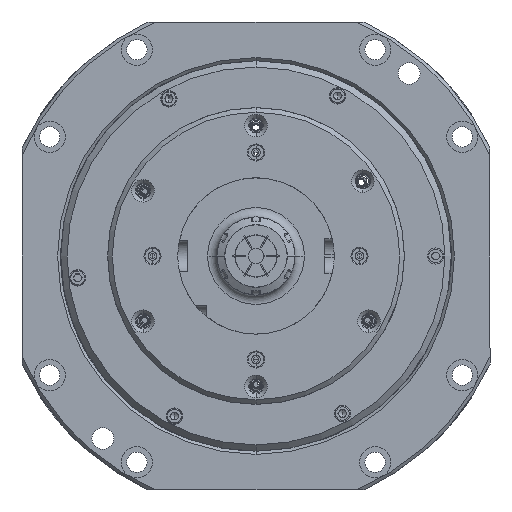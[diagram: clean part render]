
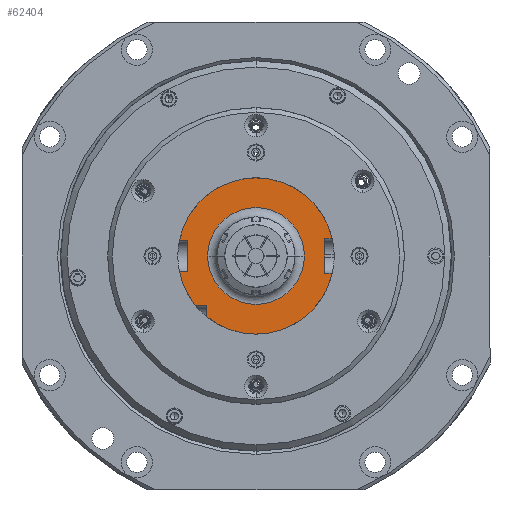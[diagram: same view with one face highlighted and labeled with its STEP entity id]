
A CAD part, left-side view. The second image highlights one B-rep face of the part: STEP entity #62404.
In plain terms, the highlighted planar face has unit normal (-1, 0, 0).
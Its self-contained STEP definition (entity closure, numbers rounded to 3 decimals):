
#17595 = DIRECTION ( 'NONE',  ( 0., -1., 0. ) ) ;
#17596 = VECTOR ( 'NONE', #17595, 1000. ) ;
#17625 = CARTESIAN_POINT ( 'NONE',  ( -29., 50.001, -10. ) ) ;
#17627 = LINE ( 'NONE', #17625, #17596 ) ;
#18027 = CARTESIAN_POINT ( 'NONE',  ( -29., 38.83, -31.5 ) ) ;
#18135 = DIRECTION ( 'NONE',  ( 0., -1., 0. ) ) ;
#18137 = DIRECTION ( 'NONE',  ( 1., 0., 0. ) ) ;
#18138 = AXIS2_PLACEMENT_3D ( 'NONE', #18162, #18137, #18135 ) ;
#18159 = CIRCLE ( 'NONE', #18138, 31. ) ;
#18162 = CARTESIAN_POINT ( 'NONE',  ( -29., 0., 0. ) ) ;
#18502 = FACE_OUTER_BOUND ( 'NONE', #62202, .T. ) ;
#18521 = PLANE ( 'NONE',  #18627 ) ;
#18523 = FACE_BOUND ( 'NONE', #62228, .T. ) ;
#18623 = DIRECTION ( 'NONE',  ( 0., -1., 0. ) ) ;
#18624 = DIRECTION ( 'NONE',  ( 1., 0., 0. ) ) ;
#18625 = CARTESIAN_POINT ( 'NONE',  ( -29., 0., -50. ) ) ;
#18627 = AXIS2_PLACEMENT_3D ( 'NONE', #18625, #18624, #18623 ) ;
#18637 = DIRECTION ( 'NONE',  ( 0., -1., 0. ) ) ;
#18639 = DIRECTION ( 'NONE',  ( 1., 0., 0. ) ) ;
#18640 = AXIS2_PLACEMENT_3D ( 'NONE', #18650, #18639, #18637 ) ;
#18650 = CARTESIAN_POINT ( 'NONE',  ( -29., 0., 0. ) ) ;
#18692 = CIRCLE ( 'NONE', #18640, 50. ) ;
#19082 = DIRECTION ( 'NONE',  ( 0., -1., 0. ) ) ;
#19083 = DIRECTION ( 'NONE',  ( 1., 0., 0. ) ) ;
#19185 = CARTESIAN_POINT ( 'NONE',  ( -29., 31.5, -31.5 ) ) ;
#19911 = DIRECTION ( 'NONE',  ( 0., -1., 0. ) ) ;
#19912 = VECTOR ( 'NONE', #19911, 1000. ) ;
#19913 = CARTESIAN_POINT ( 'NONE',  ( -29., 50.001, -31.5 ) ) ;
#19915 = LINE ( 'NONE', #19913, #19912 ) ;
#20837 = CARTESIAN_POINT ( 'NONE',  ( -29., 48.99, -10. ) ) ;
#20852 = CARTESIAN_POINT ( 'NONE',  ( -29., 44., -10. ) ) ;
#20854 = LINE ( 'NONE', #21013, #21011 ) ;
#21010 = DIRECTION ( 'NONE',  ( 0., -1., 0. ) ) ;
#21011 = VECTOR ( 'NONE', #21010, 1000. ) ;
#21013 = CARTESIAN_POINT ( 'NONE',  ( -29., 50.001, 10. ) ) ;
#21015 = DIRECTION ( 'NONE',  ( 0., 0., -1. ) ) ;
#21016 = VECTOR ( 'NONE', #21015, 1000. ) ;
#21018 = CARTESIAN_POINT ( 'NONE',  ( -29., 44., 10. ) ) ;
#21022 = LINE ( 'NONE', #21018, #21016 ) ;
#21028 = CARTESIAN_POINT ( 'NONE',  ( -29., 48.99, 10. ) ) ;
#23672 = CARTESIAN_POINT ( 'NONE',  ( -29., 0., 0. ) ) ;
#23676 = CARTESIAN_POINT ( 'NONE',  ( -29., 31.5, -38.83 ) ) ;
#23743 = CIRCLE ( 'NONE', #23799, 50. ) ;
#23783 = DIRECTION ( 'NONE',  ( 0., -1., 0. ) ) ;
#23785 = DIRECTION ( 'NONE',  ( 1., 0., 0. ) ) ;
#23790 = CARTESIAN_POINT ( 'NONE',  ( -29., 0., 0. ) ) ;
#23792 = AXIS2_PLACEMENT_3D ( 'NONE', #23672, #23785, #23783 ) ;
#23795 = DIRECTION ( 'NONE',  ( 0., 0., -1. ) ) ;
#23796 = VECTOR ( 'NONE', #23795, 1000. ) ;
#23797 = CIRCLE ( 'NONE', #23792, 50. ) ;
#23799 = AXIS2_PLACEMENT_3D ( 'NONE', #23790, #19083, #19082 ) ;
#23801 = CARTESIAN_POINT ( 'NONE',  ( -29., 31.5, -42.5 ) ) ;
#23815 = LINE ( 'NONE', #23801, #23796 ) ;
#24462 = VERTEX_POINT ( 'NONE', #39539 ) ;
#24468 = EDGE_CURVE ( 'NONE', #24632, #24462, #39596, .T. ) ;
#24632 = VERTEX_POINT ( 'NONE', #39753 ) ;
#26433 = EDGE_CURVE ( 'NONE', #26497, #26617, #43559, .T. ) ;
#26497 = VERTEX_POINT ( 'NONE', #43779 ) ;
#26500 = EDGE_CURVE ( 'NONE', #26617, #26640, #43712, .T. ) ;
#26617 = VERTEX_POINT ( 'NONE', #44019 ) ;
#26640 = VERTEX_POINT ( 'NONE', #43978 ) ;
#39539 = CARTESIAN_POINT ( 'NONE',  ( -29., -31., 0. ) ) ;
#39596 = CIRCLE ( 'NONE', #39613, 31. ) ;
#39610 = DIRECTION ( 'NONE',  ( 0., -1., 0. ) ) ;
#39611 = DIRECTION ( 'NONE',  ( 1., 0., 0. ) ) ;
#39612 = CARTESIAN_POINT ( 'NONE',  ( -29., 0., 0. ) ) ;
#39613 = AXIS2_PLACEMENT_3D ( 'NONE', #39612, #39611, #39610 ) ;
#39753 = CARTESIAN_POINT ( 'NONE',  ( -29., 31., 0. ) ) ;
#41360 = EDGE_CURVE ( 'NONE', #41459, #26640, #49947, .T. ) ;
#41386 = VERTEX_POINT ( 'NONE', #49966 ) ;
#41459 = VERTEX_POINT ( 'NONE', #50130 ) ;
#43350 = DIRECTION ( 'NONE',  ( 0., 1., 0. ) ) ;
#43426 = CARTESIAN_POINT ( 'NONE',  ( -29., -50.001, 11. ) ) ;
#43453 = VECTOR ( 'NONE', #43350, 1000. ) ;
#43559 = LINE ( 'NONE', #43426, #43453 ) ;
#43697 = DIRECTION ( 'NONE',  ( 0., 0., -1. ) ) ;
#43712 = LINE ( 'NONE', #43791, #43790 ) ;
#43779 = CARTESIAN_POINT ( 'NONE',  ( -29., -48.775, 11. ) ) ;
#43790 = VECTOR ( 'NONE', #43697, 1000. ) ;
#43791 = CARTESIAN_POINT ( 'NONE',  ( -29., -44., 11. ) ) ;
#43978 = CARTESIAN_POINT ( 'NONE',  ( -29., -44., -11. ) ) ;
#44019 = CARTESIAN_POINT ( 'NONE',  ( -29., -44., 11. ) ) ;
#49933 = DIRECTION ( 'NONE',  ( 0., 1., 0. ) ) ;
#49934 = VECTOR ( 'NONE', #49933, 1000. ) ;
#49946 = CARTESIAN_POINT ( 'NONE',  ( -29., -50.001, -11. ) ) ;
#49947 = LINE ( 'NONE', #49946, #49934 ) ;
#49966 = CARTESIAN_POINT ( 'NONE',  ( -29., 44., 10. ) ) ;
#50130 = CARTESIAN_POINT ( 'NONE',  ( -29., -48.775, -11. ) ) ;
#58357 = EDGE_CURVE ( 'NONE', #63814, #63862, #17627, .T. ) ;
#58529 = VERTEX_POINT ( 'NONE', #18027 ) ;
#58844 = VERTEX_POINT ( 'NONE', #19185 ) ;
#59311 = EDGE_CURVE ( 'NONE', #58529, #58844, #19915, .T. ) ;
#59511 = VERTEX_POINT ( 'NONE', #21028 ) ;
#59514 = EDGE_CURVE ( 'NONE', #59511, #41386, #20854, .T. ) ;
#62197 = ORIENTED_EDGE ( 'NONE', *, *, #26500, .F. ) ;
#62201 = ORIENTED_EDGE ( 'NONE', *, *, #63874, .T. ) ;
#62202 = EDGE_LOOP ( 'NONE', ( #62247, #62209, #62237, #62403, #62213, #62197, #62230, #62223, #62402, #62201, #62221 ) ) ;
#62209 = ORIENTED_EDGE ( 'NONE', *, *, #59311, .T. ) ;
#62210 = EDGE_CURVE ( 'NONE', #58844, #62217, #23815, .T. ) ;
#62213 = ORIENTED_EDGE ( 'NONE', *, *, #41360, .T. ) ;
#62215 = ORIENTED_EDGE ( 'NONE', *, *, #24468, .T. ) ;
#62217 = VERTEX_POINT ( 'NONE', #23676 ) ;
#62219 = EDGE_CURVE ( 'NONE', #59511, #26497, #23797, .T. ) ;
#62221 = ORIENTED_EDGE ( 'NONE', *, *, #58357, .F. ) ;
#62223 = ORIENTED_EDGE ( 'NONE', *, *, #62219, .F. ) ;
#62228 = EDGE_LOOP ( 'NONE', ( #62246, #62215 ) ) ;
#62230 = ORIENTED_EDGE ( 'NONE', *, *, #26433, .F. ) ;
#62237 = ORIENTED_EDGE ( 'NONE', *, *, #62210, .T. ) ;
#62239 = EDGE_CURVE ( 'NONE', #41459, #62217, #23743, .T. ) ;
#62246 = ORIENTED_EDGE ( 'NONE', *, *, #62268, .T. ) ;
#62247 = ORIENTED_EDGE ( 'NONE', *, *, #62441, .F. ) ;
#62268 = EDGE_CURVE ( 'NONE', #24462, #24632, #18159, .T. ) ;
#62402 = ORIENTED_EDGE ( 'NONE', *, *, #59514, .T. ) ;
#62403 = ORIENTED_EDGE ( 'NONE', *, *, #62239, .F. ) ;
#62404 = ADVANCED_FACE ( 'NONE', ( #18523, #18502 ), #18521, .F. ) ;
#62441 = EDGE_CURVE ( 'NONE', #58529, #63814, #18692, .T. ) ;
#63814 = VERTEX_POINT ( 'NONE', #20837 ) ;
#63862 = VERTEX_POINT ( 'NONE', #20852 ) ;
#63874 = EDGE_CURVE ( 'NONE', #41386, #63862, #21022, .T. ) ;
